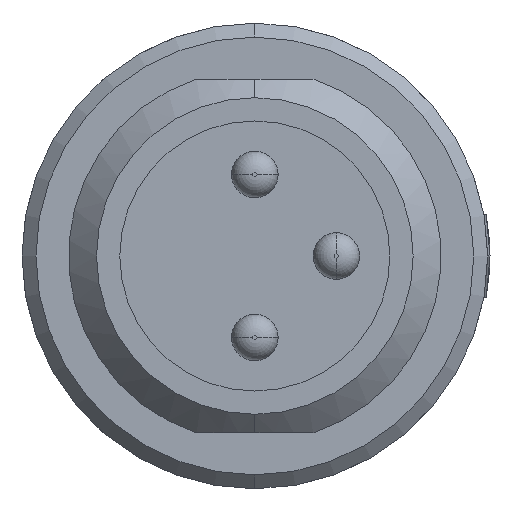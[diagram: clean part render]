
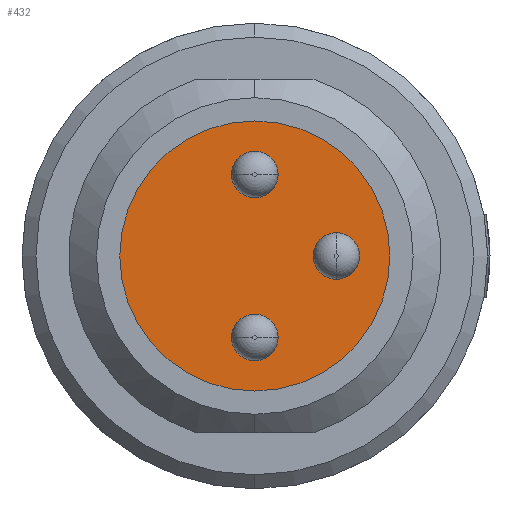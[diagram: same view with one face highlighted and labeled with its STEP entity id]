
A CAD part, left-side view. The second image highlights one B-rep face of the part: STEP entity #432.
In plain terms, the highlighted planar face has unit normal (-1, 0, 0).
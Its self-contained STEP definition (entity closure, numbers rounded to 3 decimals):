
#6 = AXIS2_PLACEMENT_3D ( 'NONE', #327, #14, #368 ) ;
#14 = DIRECTION ( 'NONE',  ( 1., 0., 0. ) ) ;
#65 = CARTESIAN_POINT ( 'NONE',  ( -21.75, -1.75, -0.5 ) ) ;
#105 = DIRECTION ( 'NONE',  ( 0., 0., 1. ) ) ;
#106 = EDGE_LOOP ( 'NONE', ( #3601, #4240 ) ) ;
#118 = EDGE_CURVE ( 'NONE', #1807, #3986, #4024, .T. ) ;
#123 = ORIENTED_EDGE ( 'NONE', *, *, #2036, .T. ) ;
#152 = CARTESIAN_POINT ( 'NONE',  ( -21.75, -1.75, 0. ) ) ;
#178 = FACE_BOUND ( 'NONE', #106, .T. ) ;
#188 = DIRECTION ( 'NONE',  ( 0., 0., 1. ) ) ;
#282 = EDGE_LOOP ( 'NONE', ( #1583, #2901 ) ) ;
#327 = CARTESIAN_POINT ( 'NONE',  ( -21.75, 0., -1.75 ) ) ;
#339 = AXIS2_PLACEMENT_3D ( 'NONE', #1386, #2754, #3780 ) ;
#368 = DIRECTION ( 'NONE',  ( 0., 0., 1. ) ) ;
#432 = ADVANCED_FACE ( 'NONE', ( #2781, #178, #3147, #861 ), #815, .T. ) ;
#561 = DIRECTION ( 'NONE',  ( 1., 0., 0. ) ) ;
#591 = CARTESIAN_POINT ( 'NONE',  ( -21.75, 0., 2.25 ) ) ;
#682 = AXIS2_PLACEMENT_3D ( 'NONE', #3555, #561, #188 ) ;
#762 = EDGE_CURVE ( 'NONE', #3062, #3306, #2559, .T. ) ;
#781 = DIRECTION ( 'NONE',  ( 0., 0., 1. ) ) ;
#815 = PLANE ( 'NONE',  #3048 ) ;
#820 = ORIENTED_EDGE ( 'NONE', *, *, #762, .T. ) ;
#861 = FACE_OUTER_BOUND ( 'NONE', #282, .T. ) ;
#984 = DIRECTION ( 'NONE',  ( 1., 0., 0. ) ) ;
#1116 = EDGE_CURVE ( 'NONE', #3986, #1807, #3055, .T. ) ;
#1164 = EDGE_CURVE ( 'NONE', #1996, #2241, #1671, .T. ) ;
#1238 = ORIENTED_EDGE ( 'NONE', *, *, #2467, .T. ) ;
#1288 = DIRECTION ( 'NONE',  ( 0., 0., 1. ) ) ;
#1299 = CARTESIAN_POINT ( 'NONE',  ( -21.75, -1.75, 0.5 ) ) ;
#1311 = CARTESIAN_POINT ( 'NONE',  ( -21.75, 0., 1.75 ) ) ;
#1332 = CIRCLE ( 'NONE', #339, 0.5 ) ;
#1347 = CARTESIAN_POINT ( 'NONE',  ( -21.75, 0., -2.25 ) ) ;
#1386 = CARTESIAN_POINT ( 'NONE',  ( -21.75, 0., -1.75 ) ) ;
#1420 = CARTESIAN_POINT ( 'NONE',  ( -21.75, 0., 1.25 ) ) ;
#1442 = CARTESIAN_POINT ( 'NONE',  ( -21.75, 0., 0. ) ) ;
#1492 = DIRECTION ( 'NONE',  ( 0., 0., 1. ) ) ;
#1583 = ORIENTED_EDGE ( 'NONE', *, *, #3520, .T. ) ;
#1671 = CIRCLE ( 'NONE', #2711, 2.9 ) ;
#1686 = EDGE_LOOP ( 'NONE', ( #1238, #2527 ) ) ;
#1770 = CARTESIAN_POINT ( 'NONE',  ( -21.75, 0., -2.9 ) ) ;
#1807 = VERTEX_POINT ( 'NONE', #591 ) ;
#1894 = VERTEX_POINT ( 'NONE', #1347 ) ;
#1977 = DIRECTION ( 'NONE',  ( 0., 0., 1. ) ) ;
#1996 = VERTEX_POINT ( 'NONE', #1770 ) ;
#2036 = EDGE_CURVE ( 'NONE', #3306, #3062, #2500, .T. ) ;
#2241 = VERTEX_POINT ( 'NONE', #2698 ) ;
#2296 = AXIS2_PLACEMENT_3D ( 'NONE', #152, #4227, #1492 ) ;
#2370 = CIRCLE ( 'NONE', #6, 0.5 ) ;
#2467 = EDGE_CURVE ( 'NONE', #2474, #1894, #2370, .T. ) ;
#2474 = VERTEX_POINT ( 'NONE', #3674 ) ;
#2486 = CARTESIAN_POINT ( 'NONE',  ( -21.75, 0., 1.45 ) ) ;
#2500 = CIRCLE ( 'NONE', #2296, 0.5 ) ;
#2527 = ORIENTED_EDGE ( 'NONE', *, *, #3122, .T. ) ;
#2559 = CIRCLE ( 'NONE', #682, 0.5 ) ;
#2698 = CARTESIAN_POINT ( 'NONE',  ( -21.75, 0., 2.9 ) ) ;
#2711 = AXIS2_PLACEMENT_3D ( 'NONE', #1442, #3372, #781 ) ;
#2754 = DIRECTION ( 'NONE',  ( 1., 0., 0. ) ) ;
#2781 = FACE_BOUND ( 'NONE', #3107, .T. ) ;
#2901 = ORIENTED_EDGE ( 'NONE', *, *, #1164, .T. ) ;
#3048 = AXIS2_PLACEMENT_3D ( 'NONE', #2486, #3823, #3438 ) ;
#3055 = CIRCLE ( 'NONE', #3893, 0.5 ) ;
#3056 = AXIS2_PLACEMENT_3D ( 'NONE', #4124, #3088, #105 ) ;
#3062 = VERTEX_POINT ( 'NONE', #1299 ) ;
#3088 = DIRECTION ( 'NONE',  ( -1., 0., 0. ) ) ;
#3107 = EDGE_LOOP ( 'NONE', ( #820, #123 ) ) ;
#3122 = EDGE_CURVE ( 'NONE', #1894, #2474, #1332, .T. ) ;
#3147 = FACE_BOUND ( 'NONE', #1686, .T. ) ;
#3306 = VERTEX_POINT ( 'NONE', #65 ) ;
#3372 = DIRECTION ( 'NONE',  ( -1., 0., 0. ) ) ;
#3438 = DIRECTION ( 'NONE',  ( 0., 0., 1. ) ) ;
#3520 = EDGE_CURVE ( 'NONE', #2241, #1996, #4112, .T. ) ;
#3555 = CARTESIAN_POINT ( 'NONE',  ( -21.75, -1.75, 0. ) ) ;
#3601 = ORIENTED_EDGE ( 'NONE', *, *, #118, .T. ) ;
#3605 = AXIS2_PLACEMENT_3D ( 'NONE', #3661, #984, #1977 ) ;
#3644 = DIRECTION ( 'NONE',  ( 1., 0., 0. ) ) ;
#3661 = CARTESIAN_POINT ( 'NONE',  ( -21.75, 0., 1.75 ) ) ;
#3674 = CARTESIAN_POINT ( 'NONE',  ( -21.75, 0., -1.25 ) ) ;
#3780 = DIRECTION ( 'NONE',  ( 0., 0., 1. ) ) ;
#3823 = DIRECTION ( 'NONE',  ( -1., 0., 0. ) ) ;
#3893 = AXIS2_PLACEMENT_3D ( 'NONE', #1311, #3644, #1288 ) ;
#3986 = VERTEX_POINT ( 'NONE', #1420 ) ;
#4024 = CIRCLE ( 'NONE', #3605, 0.5 ) ;
#4112 = CIRCLE ( 'NONE', #3056, 2.9 ) ;
#4124 = CARTESIAN_POINT ( 'NONE',  ( -21.75, 0., 0. ) ) ;
#4227 = DIRECTION ( 'NONE',  ( 1., 0., 0. ) ) ;
#4240 = ORIENTED_EDGE ( 'NONE', *, *, #1116, .T. ) ;
